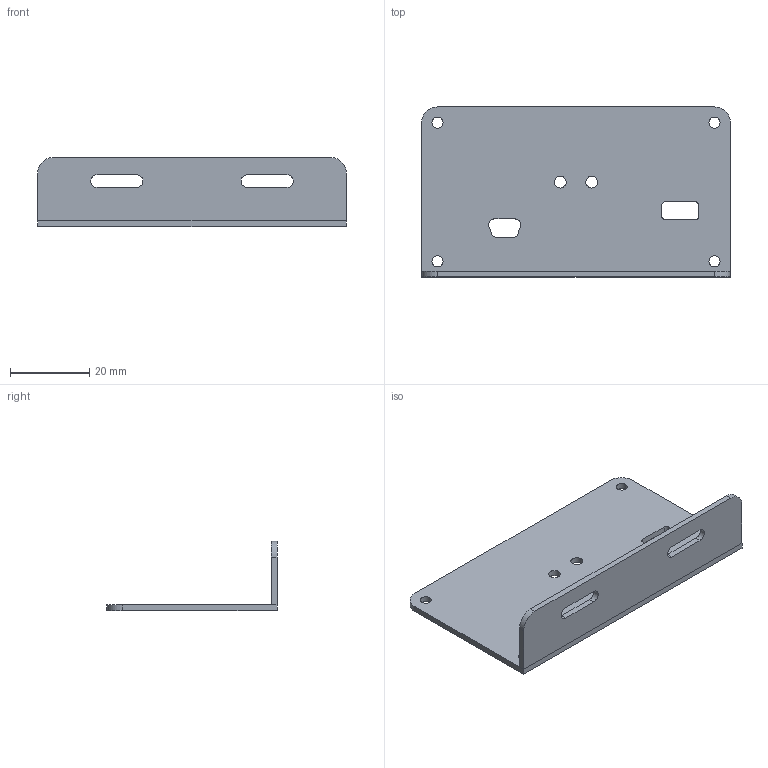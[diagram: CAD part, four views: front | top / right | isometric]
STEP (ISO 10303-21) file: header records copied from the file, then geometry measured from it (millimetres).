
FILE_DESCRIPTION(('FreeCAD Model'),'2;1');
FILE_NAME('Open CASCADE Shape Model','2023-04-14T16:39:25',(''),(''), 'Open CASCADE STEP processor 7.6','FreeCAD','Unknown');
FILE_SCHEMA(('AUTOMOTIVE_DESIGN { 1 0 10303 214 1 1 1 1 }'));
Length unit declared in the file: millimetre
Products named in the file (1): BodyFrontCap
Bounding box: 78 x 43 x 17.5 mm (x, y, z)
Volume: 6591.7 mm3; surface area: 9433.5 mm2
Topology: 1 solids, 1 shells, 43 faces, 119 edges, 78 vertices
Faces by surface type: cylinder 22, plane 21
Full cylindrical faces by diameter (mm): 2.8 x4, 3 x2
Entity records: 2994 total; most frequent: DIRECTION 489, CARTESIAN_POINT 479, LINE 269, VECTOR 269, ORIENTED_EDGE 238, PCURVE 238, DEFINITIONAL_REPRESENTATION 238, EDGE_CURVE 119
